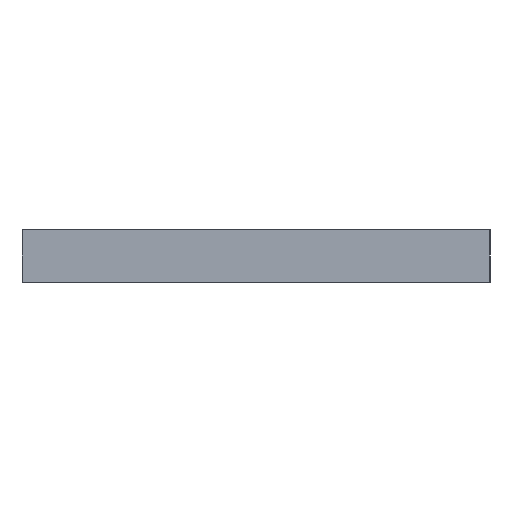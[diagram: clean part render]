
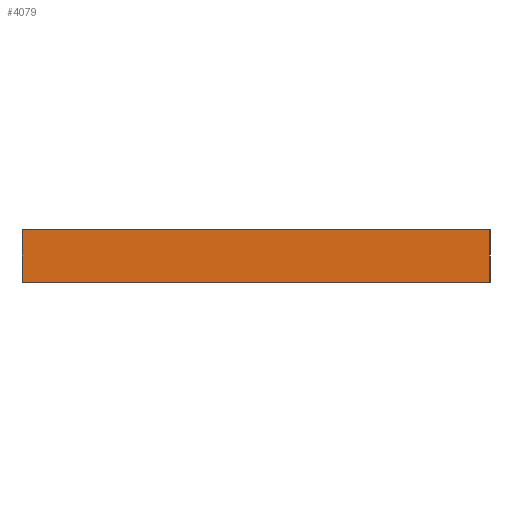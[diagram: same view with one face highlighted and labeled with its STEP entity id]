
A CAD part, left-side view. The second image highlights one B-rep face of the part: STEP entity #4079.
In plain terms, the highlighted planar face has unit normal (-1, 0, 0).
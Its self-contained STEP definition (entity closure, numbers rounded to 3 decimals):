
#24 = VERTEX_POINT('',#25);
#25 = CARTESIAN_POINT('',(-45.,20.5,6.7));
#32 = PLANE('',#33);
#33 = AXIS2_PLACEMENT_3D('',#34,#35,#36);
#34 = CARTESIAN_POINT('',(-45.,20.5,0.));
#35 = DIRECTION('',(0.,1.,0.));
#36 = DIRECTION('',(1.,0.,0.));
#43 = PLANE('',#44);
#44 = AXIS2_PLACEMENT_3D('',#45,#46,#47);
#45 = CARTESIAN_POINT('',(45.,-50.,6.7));
#46 = DIRECTION('',(0.,0.,-1.));
#47 = DIRECTION('',(0.,1.,0.));
#54 = EDGE_CURVE('',#24,#55,#57,.T.);
#55 = VERTEX_POINT('',#56);
#56 = CARTESIAN_POINT('',(-45.,20.5,11.3));
#57 = SURFACE_CURVE('',#58,(#62,#69),.PCURVE_S1.);
#58 = LINE('',#59,#60);
#59 = CARTESIAN_POINT('',(-45.,20.5,0.));
#60 = VECTOR('',#61,1.);
#61 = DIRECTION('',(0.,0.,1.));
#62 = PCURVE('',#32,#63);
#63 = DEFINITIONAL_REPRESENTATION('',(#64),#68);
#64 = LINE('',#65,#66);
#65 = CARTESIAN_POINT('',(0.,0.));
#66 = VECTOR('',#67,1.);
#67 = DIRECTION('',(0.,-1.));
#68 = ( GEOMETRIC_REPRESENTATION_CONTEXT(2) 
PARAMETRIC_REPRESENTATION_CONTEXT() REPRESENTATION_CONTEXT('2D SPACE',''
  ) );
#69 = PCURVE('',#70,#75);
#70 = PLANE('',#71);
#71 = AXIS2_PLACEMENT_3D('',#72,#73,#74);
#72 = CARTESIAN_POINT('',(-45.,-20.5,0.));
#73 = DIRECTION('',(-1.,0.,0.));
#74 = DIRECTION('',(0.,1.,0.));
#75 = DEFINITIONAL_REPRESENTATION('',(#76),#80);
#76 = LINE('',#77,#78);
#77 = CARTESIAN_POINT('',(41.,0.));
#78 = VECTOR('',#79,1.);
#79 = DIRECTION('',(0.,-1.));
#80 = ( GEOMETRIC_REPRESENTATION_CONTEXT(2) 
PARAMETRIC_REPRESENTATION_CONTEXT() REPRESENTATION_CONTEXT('2D SPACE',''
  ) );
#98 = PLANE('',#99);
#99 = AXIS2_PLACEMENT_3D('',#100,#101,#102);
#100 = CARTESIAN_POINT('',(-45.,20.5,11.3));
#101 = DIRECTION('',(0.,0.,1.));
#102 = DIRECTION('',(1.,0.,0.));
#163 = VERTEX_POINT('',#164);
#164 = CARTESIAN_POINT('',(-45.,-20.5,6.7));
#177 = PLANE('',#178);
#178 = AXIS2_PLACEMENT_3D('',#179,#180,#181);
#179 = CARTESIAN_POINT('',(45.,-20.5,0.));
#180 = DIRECTION('',(0.,-1.,0.));
#181 = DIRECTION('',(-1.,0.,0.));
#188 = EDGE_CURVE('',#24,#163,#189,.T.);
#189 = SURFACE_CURVE('',#190,(#194,#200),.PCURVE_S1.);
#190 = LINE('',#191,#192);
#191 = CARTESIAN_POINT('',(-45.,-35.25,6.7));
#192 = VECTOR('',#193,1.);
#193 = DIRECTION('',(0.,-1.,0.));
#194 = PCURVE('',#43,#195);
#195 = DEFINITIONAL_REPRESENTATION('',(#196),#199);
#196 = B_SPLINE_CURVE_WITH_KNOTS('',1,(#197,#198),.UNSPECIFIED.,.F.,.F.,
  (2,2),(-59.85,-10.65),.PIECEWISE_BEZIER_KNOTS.);
#197 = CARTESIAN_POINT('',(74.6,-90.));
#198 = CARTESIAN_POINT('',(25.4,-90.));
#199 = ( GEOMETRIC_REPRESENTATION_CONTEXT(2) 
PARAMETRIC_REPRESENTATION_CONTEXT() REPRESENTATION_CONTEXT('2D SPACE',''
  ) );
#200 = PCURVE('',#70,#201);
#201 = DEFINITIONAL_REPRESENTATION('',(#202),#205);
#202 = B_SPLINE_CURVE_WITH_KNOTS('',1,(#203,#204),.UNSPECIFIED.,.F.,.F.,
  (2,2),(-59.85,-10.65),.PIECEWISE_BEZIER_KNOTS.);
#203 = CARTESIAN_POINT('',(45.1,-6.7));
#204 = CARTESIAN_POINT('',(-4.1,-6.7));
#205 = ( GEOMETRIC_REPRESENTATION_CONTEXT(2) 
PARAMETRIC_REPRESENTATION_CONTEXT() REPRESENTATION_CONTEXT('2D SPACE',''
  ) );
#2395 = EDGE_CURVE('',#2396,#55,#2398,.T.);
#2396 = VERTEX_POINT('',#2397);
#2397 = CARTESIAN_POINT('',(-45.,-20.5,11.3));
#2398 = SURFACE_CURVE('',#2399,(#2403,#2410),.PCURVE_S1.);
#2399 = LINE('',#2400,#2401);
#2400 = CARTESIAN_POINT('',(-45.,-20.5,11.3));
#2401 = VECTOR('',#2402,1.);
#2402 = DIRECTION('',(0.,1.,0.));
#2403 = PCURVE('',#98,#2404);
#2404 = DEFINITIONAL_REPRESENTATION('',(#2405),#2409);
#2405 = LINE('',#2406,#2407);
#2406 = CARTESIAN_POINT('',(0.,-41.));
#2407 = VECTOR('',#2408,1.);
#2408 = DIRECTION('',(0.,1.));
#2409 = ( GEOMETRIC_REPRESENTATION_CONTEXT(2) 
PARAMETRIC_REPRESENTATION_CONTEXT() REPRESENTATION_CONTEXT('2D SPACE',''
  ) );
#2410 = PCURVE('',#70,#2411);
#2411 = DEFINITIONAL_REPRESENTATION('',(#2412),#2416);
#2412 = LINE('',#2413,#2414);
#2413 = CARTESIAN_POINT('',(0.,-11.3));
#2414 = VECTOR('',#2415,1.);
#2415 = DIRECTION('',(1.,0.));
#2416 = ( GEOMETRIC_REPRESENTATION_CONTEXT(2) 
PARAMETRIC_REPRESENTATION_CONTEXT() REPRESENTATION_CONTEXT('2D SPACE',''
  ) );
#4079 = ADVANCED_FACE('',(#4080),#70,.T.);
#4080 = FACE_BOUND('',#4081,.T.);
#4081 = EDGE_LOOP('',(#4082,#4083,#4104,#4105));
#4082 = ORIENTED_EDGE('',*,*,#188,.T.);
#4083 = ORIENTED_EDGE('',*,*,#4084,.T.);
#4084 = EDGE_CURVE('',#163,#2396,#4085,.T.);
#4085 = SURFACE_CURVE('',#4086,(#4090,#4097),.PCURVE_S1.);
#4086 = LINE('',#4087,#4088);
#4087 = CARTESIAN_POINT('',(-45.,-20.5,0.));
#4088 = VECTOR('',#4089,1.);
#4089 = DIRECTION('',(0.,0.,1.));
#4090 = PCURVE('',#70,#4091);
#4091 = DEFINITIONAL_REPRESENTATION('',(#4092),#4096);
#4092 = LINE('',#4093,#4094);
#4093 = CARTESIAN_POINT('',(0.,0.));
#4094 = VECTOR('',#4095,1.);
#4095 = DIRECTION('',(0.,-1.));
#4096 = ( GEOMETRIC_REPRESENTATION_CONTEXT(2) 
PARAMETRIC_REPRESENTATION_CONTEXT() REPRESENTATION_CONTEXT('2D SPACE',''
  ) );
#4097 = PCURVE('',#177,#4098);
#4098 = DEFINITIONAL_REPRESENTATION('',(#4099),#4103);
#4099 = LINE('',#4100,#4101);
#4100 = CARTESIAN_POINT('',(90.,0.));
#4101 = VECTOR('',#4102,1.);
#4102 = DIRECTION('',(0.,-1.));
#4103 = ( GEOMETRIC_REPRESENTATION_CONTEXT(2) 
PARAMETRIC_REPRESENTATION_CONTEXT() REPRESENTATION_CONTEXT('2D SPACE',''
  ) );
#4104 = ORIENTED_EDGE('',*,*,#2395,.T.);
#4105 = ORIENTED_EDGE('',*,*,#54,.F.);
